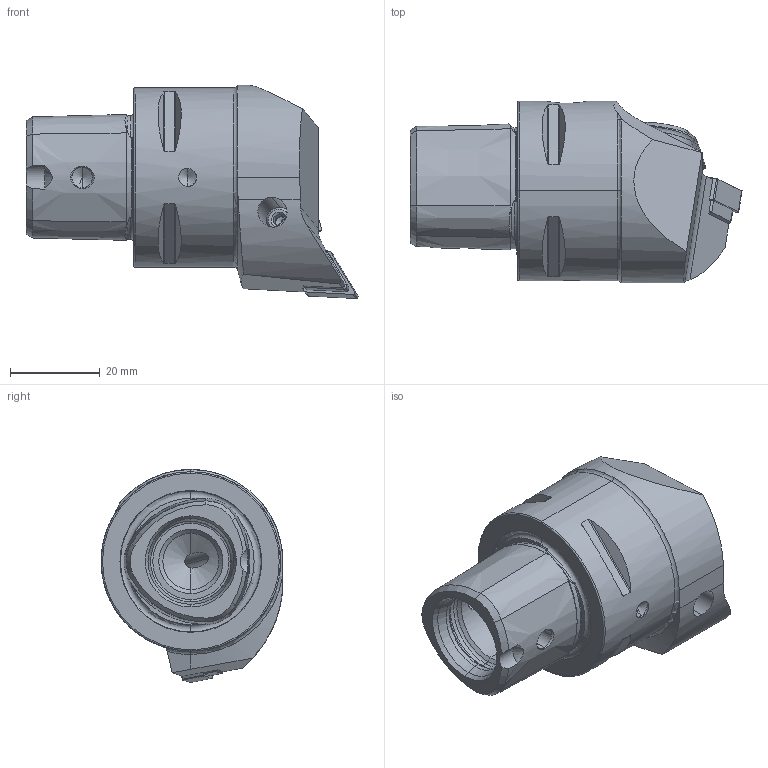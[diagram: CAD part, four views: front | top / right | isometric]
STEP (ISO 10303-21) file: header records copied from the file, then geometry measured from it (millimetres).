
FILE_DESCRIPTION (( 'STEP AP203' ), '1' );
FILE_NAME ('PS4.PDE.RJA.050-HP.STEP', '2024-08-22T13:31:00', ( '' ), ( '' ), 'SwSTEP 2.0', 'SolidWorks 2022', '' );
FILE_SCHEMA (( 'CONFIG_CONTROL_DESIGN' ));
Length unit declared in the file: millimetre
Products named in the file (14): DIN 3771 - 6.5x1.5; CHP-PCX.000.022_B; CHP-ER1.008.011_A; WDE-ER3.101.000_A; CHP-PCX.000.022_Düse; DIN 3771 - 13x1; WDE-ER4.101.017_A; WDE-ER1.101.000; PS4-PDE.RJA.050-HP_A; DIN 7991 - M5x18; PS4.PDE.RJA.050-HP; ISO 8752 2x8; WDE-ER2.101.003_A; DNMG110404
Assembly tree (13 placements, depth 3):
  PS4.PDE.RJA.050-HP
    PS4-PDE.RJA.050-HP_A
    CHP-ER1.008.011_A
    ISO 8752 2x8
    CHP-PCX.000.022_Düse
      CHP-PCX.000.022_B
      DIN 3771 - 13x1
      DIN 3771 - 6.5x1.5
      DIN 7991 - M5x18
    DNMG110404
    WDE-ER1.101.000
    WDE-ER2.101.003_A
    WDE-ER3.101.000_A
    WDE-ER4.101.017_A
Bounding box: 74 x 40.5 x 47.49 mm (x, y, z)
Volume: 52225.5 mm3; surface area: 17397.9 mm2
Topology: 12 solids, 12 shells, 563 faces, 1395 edges, 844 vertices
Faces by surface type: plane 159, cylinder 143, cone 139, torus 70, bspline 52
Entity records: 21767 total; most frequent: CARTESIAN_POINT 7687, ORIENTED_EDGE 2750, DIRECTION 2512, EDGE_CURVE 1375, AXIS2_PLACEMENT_3D 995, VERTEX_POINT 844, EDGE_LOOP 595, FACE_OUTER_BOUND 563
